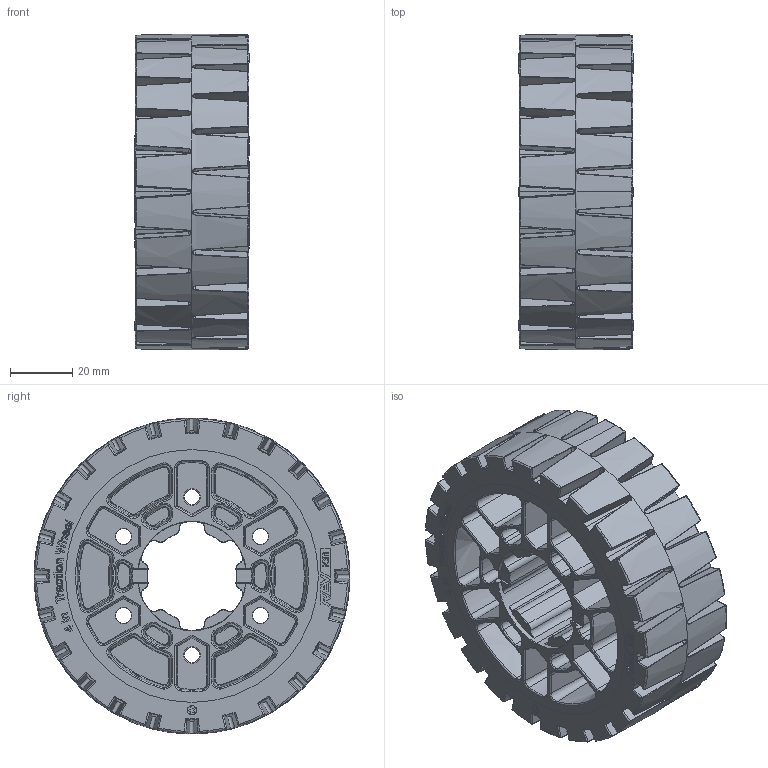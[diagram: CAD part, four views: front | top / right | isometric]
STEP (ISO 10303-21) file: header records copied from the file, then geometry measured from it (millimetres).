
FILE_DESCRIPTION (( 'STEP AP214' ), '1' );
FILE_NAME ('REV-21-3280-RevA.STEP', '2025-10-16T14:36:27', ( '' ), ( '' ), 'SwSTEP 2.0', 'SolidWorks 2022', '' );
FILE_SCHEMA (( 'AUTOMOTIVE_DESIGN' ));
Products named in the file (3): REV-20-2404; REV-21-3280-RevA; REV-20-2409
Assembly tree (2 placements, depth 2):
  REV-21-3280-RevA
    REV-20-2409
    REV-20-2404
Bounding box: 36.71 x 101.6 x 101.6 mm (x, y, z)
Volume: 176388.3 mm3; surface area: 105971.5 mm2
Topology: 2 solids, 2 shells, 4577 faces, 11393 edges, 6492 vertices
Faces by surface type: bspline 1904, torus 974, plane 754, cone 550, cylinder 379, sphere 16
Entity records: 184867 total; most frequent: CARTESIAN_POINT 90243, ORIENTED_EDGE 22018, DIRECTION 16845, EDGE_CURVE 11009, AXIS2_PLACEMENT_3D 6858, VERTEX_POINT 6492, EDGE_LOOP 4697, FACE_OUTER_BOUND 4577
